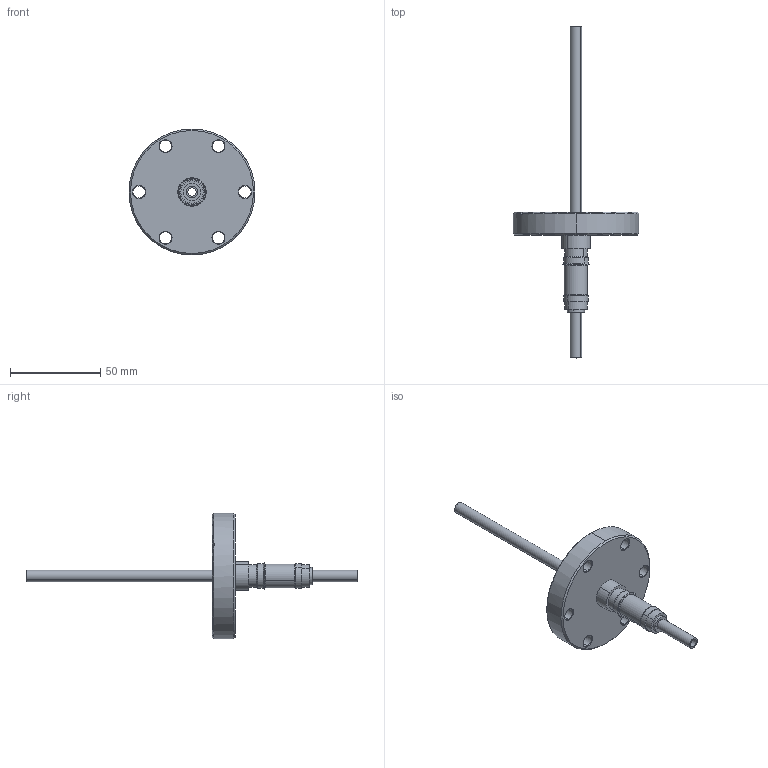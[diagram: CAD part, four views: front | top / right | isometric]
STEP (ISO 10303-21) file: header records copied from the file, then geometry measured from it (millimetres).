
FILE_DESCRIPTION (( 'STEP AP203' ), '1' );
FILE_NAME ('A0113-2-CF.STEP', '2019-10-24T17:47:58', ( '' ), ( '' ), 'SwSTEP 2.0', 'SolidWorks 2019', '' );
FILE_SCHEMA (( 'CONFIG_CONTROL_DESIGN' ));
Length unit declared in the file: inch
Products named in the file (1): A0113-2-CF
Bounding box: 69.85 x 184.15 x 69.85 mm (x, y, z)
Volume: 49414.6 mm3; surface area: 22069.2 mm2
Topology: 1 solids, 1 shells, 115 faces, 256 edges, 157 vertices
Faces by surface type: cylinder 52, cone 37, plane 24, torus 2
Entity records: 3322 total; most frequent: DIRECTION 633, CARTESIAN_POINT 541, ORIENTED_EDGE 512, AXIS2_PLACEMENT_3D 265, EDGE_CURVE 256, VERTEX_POINT 157, CIRCLE 149, EDGE_LOOP 143
